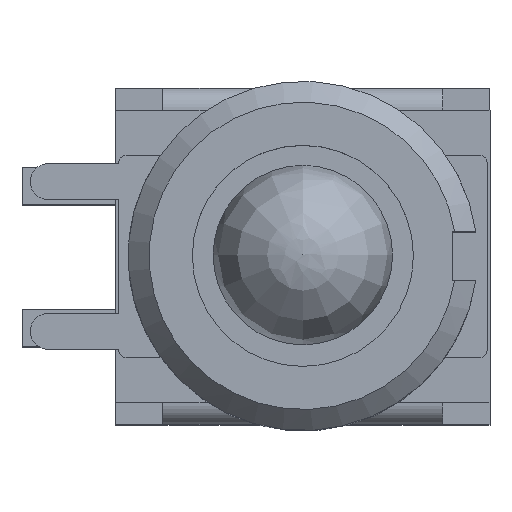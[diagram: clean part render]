
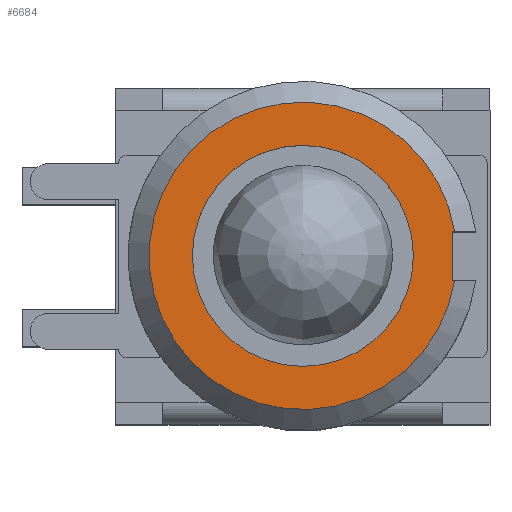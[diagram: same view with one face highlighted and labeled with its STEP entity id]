
A CAD part, top view. The second image highlights one B-rep face of the part: STEP entity #6684.
In plain terms, the highlighted planar face has unit normal (0, 0, 1).
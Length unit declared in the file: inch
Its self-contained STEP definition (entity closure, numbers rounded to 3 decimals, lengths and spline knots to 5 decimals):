
#79=FACE_BOUND('',#615,.T.);
#223=FACE_OUTER_BOUND('',#614,.T.);
#614=EDGE_LOOP('',(#4580,#4581,#4582,#4583));
#615=EDGE_LOOP('',(#4584));
#1029=CIRCLE('',#7134,0.20531);
#1030=CIRCLE('',#7136,0.14764);
#1225=LINE('',#9803,#2018);
#1228=LINE('',#9812,#2021);
#1246=LINE('',#9886,#2039);
#2018=VECTOR('',#7811,0.3937);
#2021=VECTOR('',#7816,0.3937);
#2039=VECTOR('',#7890,0.3937);
#2807=VERTEX_POINT('',#9800);
#2808=VERTEX_POINT('',#9802);
#2810=VERTEX_POINT('',#9810);
#2834=VERTEX_POINT('',#9878);
#2836=VERTEX_POINT('',#9887);
#3464=EDGE_CURVE('',#2807,#2808,#1225,.T.);
#3468=EDGE_CURVE('',#2810,#2807,#1228,.T.);
#3503=EDGE_CURVE('',#2808,#2834,#1029,.T.);
#3504=EDGE_CURVE('',#2834,#2810,#1246,.T.);
#3505=EDGE_CURVE('',#2836,#2836,#1030,.T.);
#4580=ORIENTED_EDGE('',*,*,#3503,.F.);
#4581=ORIENTED_EDGE('',*,*,#3464,.F.);
#4582=ORIENTED_EDGE('',*,*,#3468,.F.);
#4583=ORIENTED_EDGE('',*,*,#3504,.F.);
#4584=ORIENTED_EDGE('',*,*,#3505,.T.);
#6399=PLANE('',#7135);
#6684=ADVANCED_FACE('',(#223,#79),#6399,.T.);
#7134=AXIS2_PLACEMENT_3D('',#9884,#7886,#7887);
#7135=AXIS2_PLACEMENT_3D('',#9885,#7888,#7889);
#7136=AXIS2_PLACEMENT_3D('',#9888,#7891,#7892);
#7811=DIRECTION('',(1.,0.,0.));
#7816=DIRECTION('',(0.,-1.,0.));
#7886=DIRECTION('center_axis',(0.,0.,
-1.));
#7887=DIRECTION('ref_axis',(-0.99,-0.139,0.));
#7888=DIRECTION('center_axis',(0.,0.,
1.));
#7889=DIRECTION('ref_axis',(-1.,0.,0.));
#7890=DIRECTION('',(-1.,0.,0.));
#7891=DIRECTION('center_axis',(0.,0.,
-1.));
#7892=DIRECTION('ref_axis',(1.,0.,0.));
#9800=CARTESIAN_POINT('',(0.19989,-0.03248,0.81417));
#9802=CARTESIAN_POINT('',(0.20273,-0.03248,0.81417));
#9803=CARTESIAN_POINT('',(0.231,-0.03248,0.81417));
#9810=CARTESIAN_POINT('',(0.19989,0.03248,0.81417));
#9812=CARTESIAN_POINT('',(0.19989,-0.03248,0.81417));
#9878=CARTESIAN_POINT('',(0.20273,0.03248,0.81417));
#9884=CARTESIAN_POINT('Origin',(0.,0.,
0.81417));
#9885=CARTESIAN_POINT('Origin',(0.02778,0.,
0.81417));
#9886=CARTESIAN_POINT('',(0.19989,0.03248,0.81417));
#9887=CARTESIAN_POINT('',(-0.14764,0.,0.81417));
#9888=CARTESIAN_POINT('Origin',(0.,0.,
0.81417));
